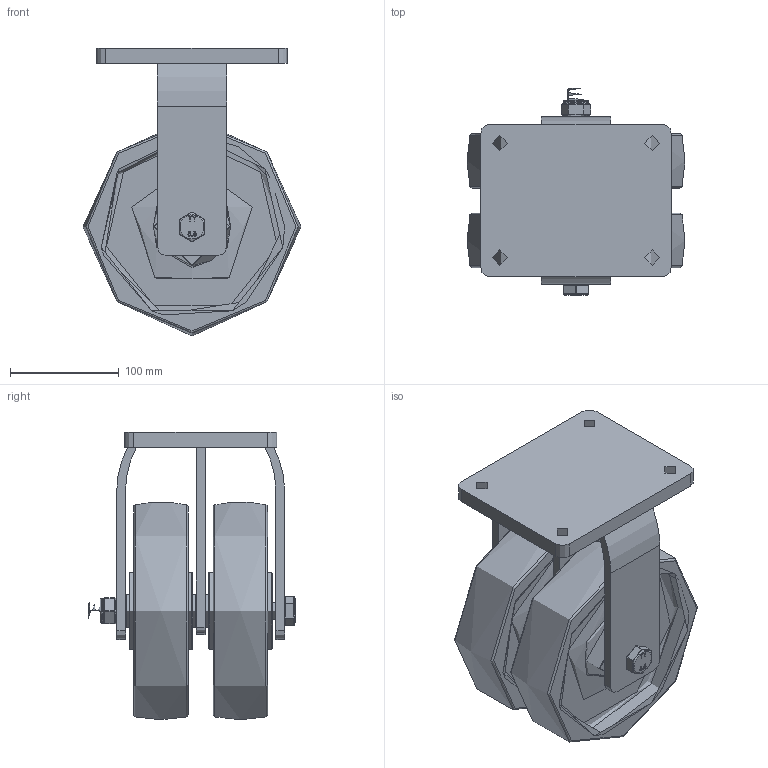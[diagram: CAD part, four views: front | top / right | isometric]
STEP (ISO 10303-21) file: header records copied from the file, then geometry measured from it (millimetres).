
FILE_DESCRIPTION(/* description */ (''),/* implementation_level */ '2;1');
FILE_NAME(/* name */ '2BZQF200NYBJ.step',/* time_stamp */ '2024-07-03T12:14:49+01:00',/* author */ (''),/* organization */ (''),/* preprocessor_version */ 'ST-DEVELOPER v20',/* originating_system */ 'Autodesk Translation Framework v13.14.0.145',/* authorisation */ '');
FILE_SCHEMA (('AUTOMOTIVE_DESIGN { 1 0 10303 214 3 1 1 }'));
Products named in the file (54): 2BZQF200NYBJ; 2BZQF200AS v1; 2BZQF200AS; FABRICATED STEEL BRACKET; BZXH200WNYBJM25 v1; BZXH200WNYBJ; WHITE NYLON WHEEL; BEARING6005; BEARING60052; BALL BEARINGS; BEARING6005 (1); BEARING60052 (1); BALL BEARINGS (1); Component2; INNER; OUTER; MIDDLE; RUBBER; BEARINGSPACER47X2; BEARINGSPACER47X2 (1); NYLON WASHER; BSM25XM35; ZINC PLATED BEARING SPACER; BZXH200WNYBJM25 v1 (1); BZXH200WNYBJ (1); WHITE NYLON WHEEL (1); BEARING6005 (2); BEARING60052 (2); BALL BEARINGS (2); BEARING6005 (1) (1); BEARING60052 (1) (1); BALL BEARINGS (1) (1); Component2 (1); INNER (1); OUTER (1); MIDDLE (1); RUBBER (1); BEARINGSPACER47X2 (2); BEARINGSPACER47X2 (1) (1); NYLON WASHER (1) ...
Assembly tree (101 placements, depth 6):
  2BZQF200NYBJ
    2BZQF200AS v1
      2BZQF200AS
      FABRICATED STEEL BRACKET
    BZXH200WNYBJM25 v1
      BZXH200WNYBJ
        WHITE NYLON WHEEL
      BEARING6005
        BEARING60052
          INNER
          OUTER
          BALL BEARINGS
            Component2  x10
          MIDDLE
          RUBBER
      BEARING6005 (1)
        BEARING60052 (1)
          BALL BEARINGS (1)
            Component2  x10
          INNER
          OUTER
          MIDDLE
          RUBBER
      BEARINGSPACER47X2
        NYLON WASHER
      BEARINGSPACER47X2 (1)
        NYLON WASHER
      BSM25XM35
        ZINC PLATED BEARING SPACER
    BZXH200WNYBJM25 v1 (1)
      BZXH200WNYBJ (1)
        WHITE NYLON WHEEL (1)
      BEARING6005 (2)
        BEARING60052 (2)
          INNER (1)
          OUTER (1)
          BALL BEARINGS (2)
            Component2 (1)  x10
          MIDDLE (1)
          RUBBER (1)
      BEARING6005 (1) (1)
        BEARING60052 (1) (1)
          BALL BEARINGS (1) (1)
            Component2 (1)  x10
          INNER (1)
          OUTER (1)
          MIDDLE (1)
          RUBBER (1)
      BEARINGSPACER47X2 (2)
        NYLON WASHER (1)
      BEARINGSPACER47X2 (1) (1)
        NYLON WASHER (1)
      BSM25XM35 (1)
        ZINC PLATED BEARING SPACER (1)
    TH25X3X16 v1
      ZINC PLATED HEADED SPACER
    TH25X3X16 v1 (1)
      ZINC PLATED HEADED SPACER (1)
    TH25X3X16 v1 (3)
      ZINC PLATED HEADED SPACER (3)
Bounding box: 200 x 190.05 x 264 mm (x, y, z)
Volume: 2421347.4 mm3; surface area: 473405 mm2
Topology: 75 solids, 75 shells, 1978 faces, 5210 edges, 3434 vertices
Faces by surface type: bspline 816, plane 630, cylinder 247, sphere 184, torus 86, cone 15
Full cylindrical faces by diameter (mm): 13.534 x23, 14.2 x4, 15.822 x23, 16 x8, 16.2 x6, 18 x2, 23 x1, 23.5 x1, 24.8 x3, 25 x4, 26 x2, 28.2 x4, 30 x5, 32 x16, 32.4 x8, 33.404 x8, 34.1 x4, 39 x2, 40.1 x4, 40.4 x8, 41.4 x8, 41.5 x4, 42.2 x16, 43.8 x4, 47 x12, 70.5 x4, 169 x4
Entity records: 58467 total; most frequent: CARTESIAN_POINT 31132, ORIENTED_EDGE 5988, DIRECTION 4351, EDGE_CURVE 2994, VERTEX_POINT 1960, AXIS2_PLACEMENT_3D 1602, EDGE_LOOP 1344, FACE_OUTER_BOUND 1164
